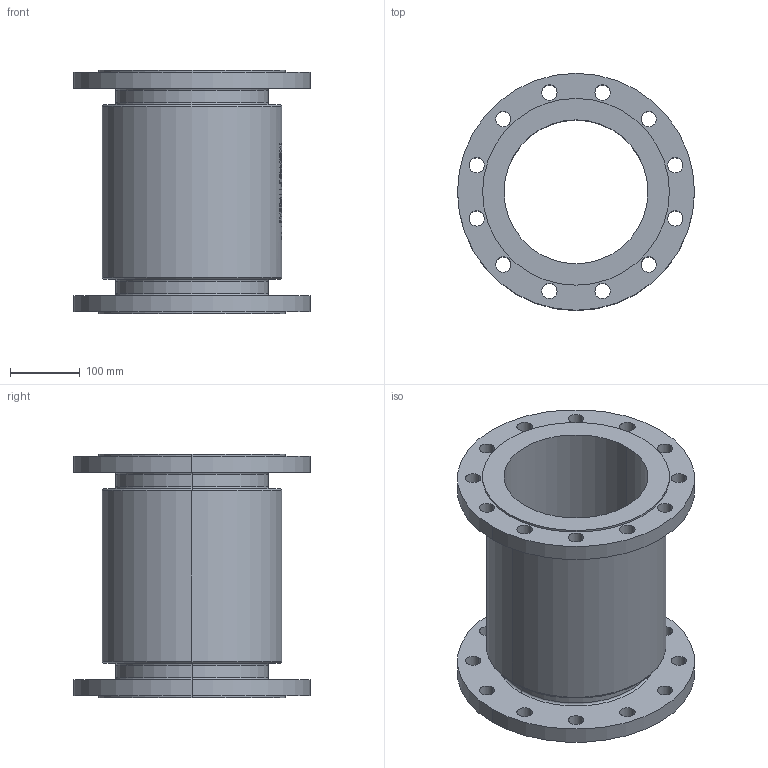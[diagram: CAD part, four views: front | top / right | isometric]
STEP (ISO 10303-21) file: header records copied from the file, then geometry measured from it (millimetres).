
FILE_DESCRIPTION (( 'STEP AP214' ), '1' );
FILE_NAME ('7120000_DN200_PN16_1190572.STEP', '2022-02-21T11:39:23', ( 'axxx' ), ( 'Hewlett-Packard Company' ), 'SwSTEP 2.0', 'SolidWorks 2019', '' );
FILE_SCHEMA (( 'AUTOMOTIVE_DESIGN' ));
Length unit declared in the file: millimetre
Products named in the file (1): 7120000_DN200_PN16_1190572
Bounding box: 340 x 340 x 350 mm (x, y, z)
Volume: 7462032.9 mm3; surface area: 786490.2 mm2
Topology: 1 solids, 1 shells, 538 faces, 1398 edges, 928 vertices
Faces by surface type: plane 234, bspline 209, cylinder 83, torus 12
Entity records: 29839 total; most frequent: CARTESIAN_POINT 17880, ORIENTED_EDGE 2796, DIRECTION 1801, EDGE_CURVE 1398, VERTEX_POINT 928, LINE 725, VECTOR 725, EDGE_LOOP 654
